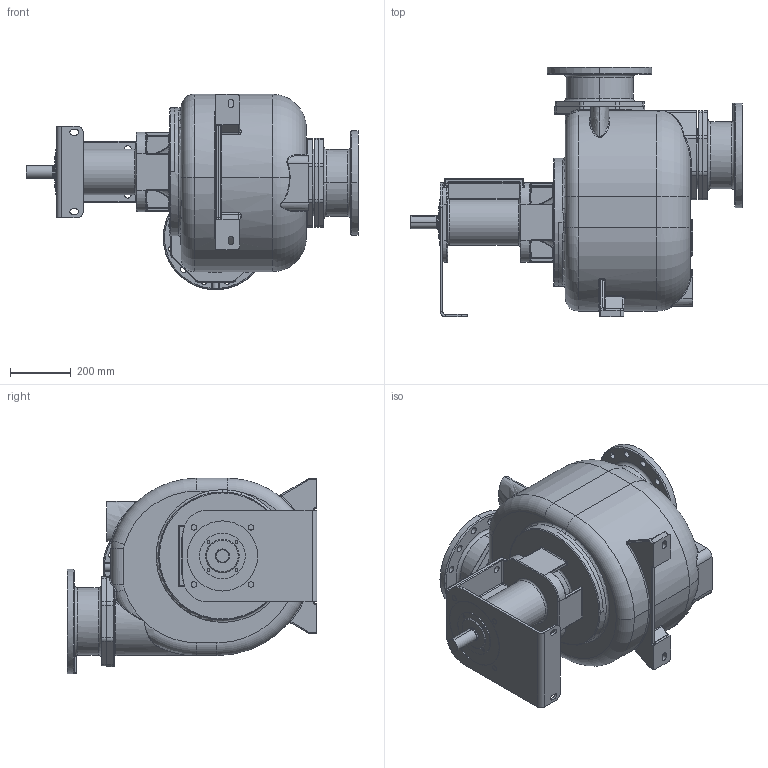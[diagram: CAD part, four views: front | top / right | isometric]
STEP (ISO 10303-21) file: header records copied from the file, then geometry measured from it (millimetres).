
FILE_DESCRIPTION((''),'2;1');
FILE_NAME('S220_B_F','2021-01-28T17:22:02',('Nicola'),(''),'CREO PARAMETRIC BY PTC INC, 2020342','CREO PARAMETRIC BY PTC INC, 2020342','');
FILE_SCHEMA(('CONFIG_CONTROL_DESIGN'));
Products named in the file (1): S220_B_F
Bounding box: 1089.5 x 820 x 641.5 mm (x, y, z)
Volume: 152901850.1 mm3; surface area: 3264931.7 mm2
Topology: 3 solids, 3 shells, 1027 faces, 2501 edges, 1484 vertices
Faces by surface type: cylinder 455, bspline 189, plane 187, torus 162, sphere 18, cone 14, extrusion 2
Entity records: 53170 total; most frequent: CARTESIAN_POINT 29707, ORIENTED_EDGE 4986, DIRECTION 4884, EDGE_CURVE 2493, AXIS2_PLACEMENT_3D 2008, VERTEX_POINT 1484, CIRCLE 1170, EDGE_LOOP 1165
